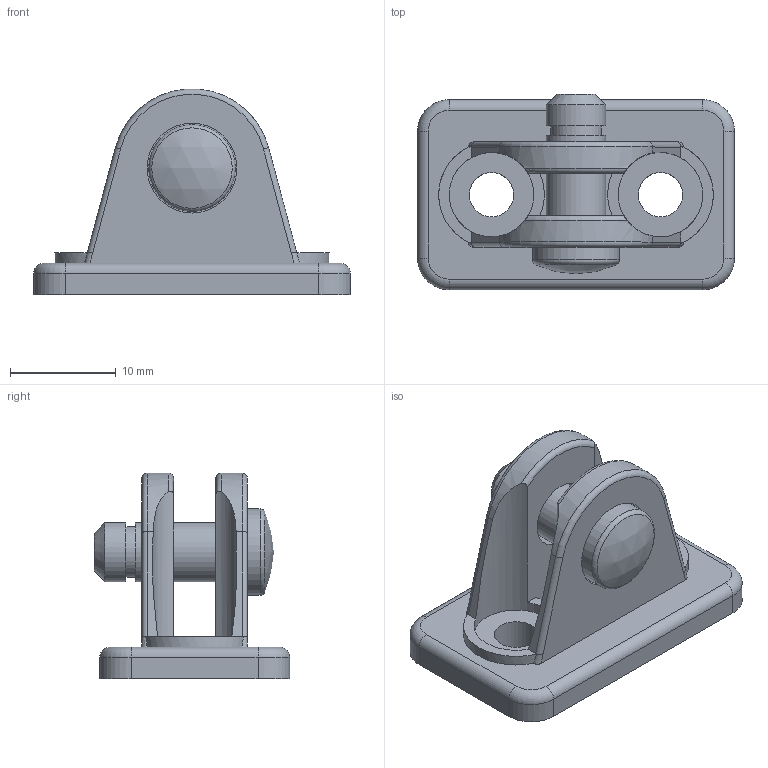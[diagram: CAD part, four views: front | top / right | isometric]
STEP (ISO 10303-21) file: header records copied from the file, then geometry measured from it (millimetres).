
FILE_DESCRIPTION((''),'2;1');
FILE_NAME('700089.ipt.stp','2010-09-05T12:18:58',(''),(''),'Autodesk Inventor 2010','Autodesk Inventor 2010','');
FILE_SCHEMA(('AUTOMOTIVE_DESIGN { 1 0 10303 214 1 1 1 1 }'));
Length unit declared in the file: millimetre
Products named in the file (1): 700089
Bounding box: 30 x 18.5 x 19.48 mm (x, y, z)
Volume: 2974.1 mm3; surface area: 2845.3 mm2
Topology: 2 solids, 2 shells, 70 faces, 169 edges, 108 vertices
Faces by surface type: plane 25, cylinder 24, bspline 10, torus 9, cone 1, sphere 1
Full cylindrical faces by diameter (mm): 4.8 x1, 5.6 x2, 8 x2, 8.2 x1
Entity records: 2413 total; most frequent: CARTESIAN_POINT 721, DIRECTION 334, ORIENTED_EDGE 308, EDGE_CURVE 154, AXIS2_PLACEMENT_3D 139, VERTEX_POINT 106, EDGE_LOOP 96, STYLED_ITEM 72
